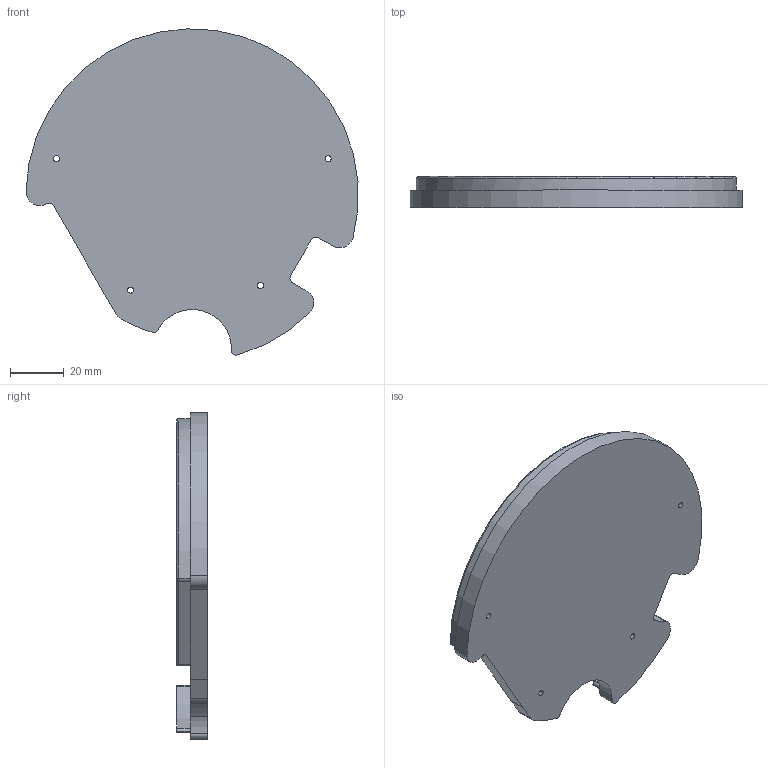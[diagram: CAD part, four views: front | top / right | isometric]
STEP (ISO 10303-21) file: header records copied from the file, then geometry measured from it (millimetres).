
FILE_DESCRIPTION (( 'STEP AP214' ), '1' );
FILE_NAME ('PIZZA_v4.1.STEP', '2019-11-19T00:46:47', ( '' ), ( '' ), 'SwSTEP 2.0', 'SolidWorks 2019', '' );
FILE_SCHEMA (( 'AUTOMOTIVE_DESIGN' ));
Length unit declared in the file: inch
Products named in the file (1): PIZZA_v4.1
Bounding box: 122.98 x 11.43 x 120.87 mm (x, y, z)
Volume: 68114.7 mm3; surface area: 26138.1 mm2
Topology: 1 solids, 1 shells, 70 faces, 188 edges, 121 vertices
Faces by surface type: cylinder 45, plane 12, cone 8, torus 4, bspline 1
Entity records: 2448 total; most frequent: CARTESIAN_POINT 478, DIRECTION 413, ORIENTED_EDGE 374, EDGE_CURVE 187, AXIS2_PLACEMENT_3D 168, VERTEX_POINT 121, CIRCLE 98, EDGE_LOOP 80
